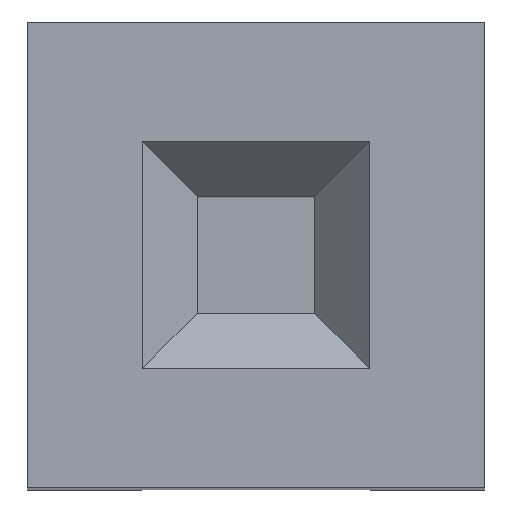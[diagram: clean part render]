
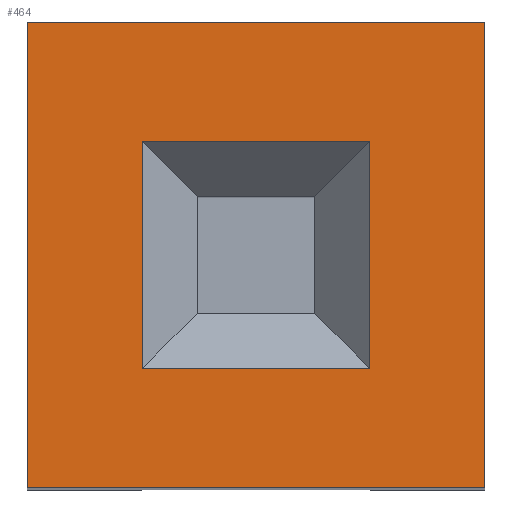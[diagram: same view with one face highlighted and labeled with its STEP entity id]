
A CAD part, top view. The second image highlights one B-rep face of the part: STEP entity #464.
In plain terms, the highlighted planar face has unit normal (0, 0, 1).
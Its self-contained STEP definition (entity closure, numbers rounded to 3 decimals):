
#13=FACE_BOUND('',#60,.T.);
#32=FACE_OUTER_BOUND('',#59,.T.);
#59=EDGE_LOOP('',(#359,#360,#361,#362));
#60=EDGE_LOOP('',(#363,#364,#365,#366));
#91=LINE('',#679,#153);
#97=LINE('',#690,#159);
#98=LINE('',#693,#160);
#101=LINE('',#698,#163);
#108=LINE('',#713,#170);
#109=LINE('',#715,#171);
#110=LINE('',#717,#172);
#111=LINE('',#718,#173);
#153=VECTOR('',#557,10.);
#159=VECTOR('',#565,10.);
#160=VECTOR('',#568,10.);
#163=VECTOR('',#573,10.);
#170=VECTOR('',#586,10.);
#171=VECTOR('',#587,10.);
#172=VECTOR('',#588,10.);
#173=VECTOR('',#589,10.);
#209=VERTEX_POINT('',#677);
#210=VERTEX_POINT('',#678);
#214=VERTEX_POINT('',#688);
#215=VERTEX_POINT('',#692);
#220=VERTEX_POINT('',#711);
#221=VERTEX_POINT('',#712);
#222=VERTEX_POINT('',#714);
#223=VERTEX_POINT('',#716);
#255=EDGE_CURVE('',#209,#210,#91,.T.);
#261=EDGE_CURVE('',#214,#209,#97,.T.);
#262=EDGE_CURVE('',#215,#214,#98,.T.);
#265=EDGE_CURVE('',#210,#215,#101,.T.);
#272=EDGE_CURVE('',#220,#221,#108,.T.);
#273=EDGE_CURVE('',#222,#221,#109,.T.);
#274=EDGE_CURVE('',#223,#222,#110,.T.);
#275=EDGE_CURVE('',#220,#223,#111,.T.);
#359=ORIENTED_EDGE('',*,*,#272,.T.);
#360=ORIENTED_EDGE('',*,*,#273,.F.);
#361=ORIENTED_EDGE('',*,*,#274,.F.);
#362=ORIENTED_EDGE('',*,*,#275,.F.);
#363=ORIENTED_EDGE('',*,*,#255,.F.);
#364=ORIENTED_EDGE('',*,*,#261,.F.);
#365=ORIENTED_EDGE('',*,*,#262,.F.);
#366=ORIENTED_EDGE('',*,*,#265,.F.);
#437=PLANE('',#506);
#464=ADVANCED_FACE('',(#32,#13),#437,.T.);
#506=AXIS2_PLACEMENT_3D('',#710,#584,#585);
#557=DIRECTION('',(0.,1.,0.));
#565=DIRECTION('',(1.,0.,0.));
#568=DIRECTION('',(0.,-1.,0.));
#573=DIRECTION('',(-1.,0.,0.));
#584=DIRECTION('center_axis',(0.,0.,1.));
#585=DIRECTION('ref_axis',(1.,0.,0.));
#586=DIRECTION('',(0.,1.,0.));
#587=DIRECTION('',(1.,0.,0.));
#588=DIRECTION('',(0.,1.,0.));
#589=DIRECTION('',(-1.,0.,0.));
#677=CARTESIAN_POINT('',(0.62,-0.62,8.5));
#678=CARTESIAN_POINT('',(0.62,0.62,8.5));
#679=CARTESIAN_POINT('',(0.62,-0.16,8.5));
#688=CARTESIAN_POINT('',(-0.62,-0.62,8.5));
#690=CARTESIAN_POINT('',(-0.785,-0.62,8.5));
#692=CARTESIAN_POINT('',(-0.62,0.62,8.5));
#693=CARTESIAN_POINT('',(-0.62,0.16,8.5));
#698=CARTESIAN_POINT('',(-0.465,0.62,8.5));
#710=CARTESIAN_POINT('Origin',(-1.25,0.,8.5));
#711=CARTESIAN_POINT('',(1.25,-1.27,8.5));
#712=CARTESIAN_POINT('',(1.25,1.27,8.5));
#713=CARTESIAN_POINT('',(1.25,0.,8.5));
#714=CARTESIAN_POINT('',(-1.25,1.27,8.5));
#715=CARTESIAN_POINT('',(-1.25,1.27,8.5));
#716=CARTESIAN_POINT('',(-1.25,-1.27,8.5));
#717=CARTESIAN_POINT('',(-1.25,0.,8.5));
#718=CARTESIAN_POINT('',(-1.25,-1.27,8.5));
